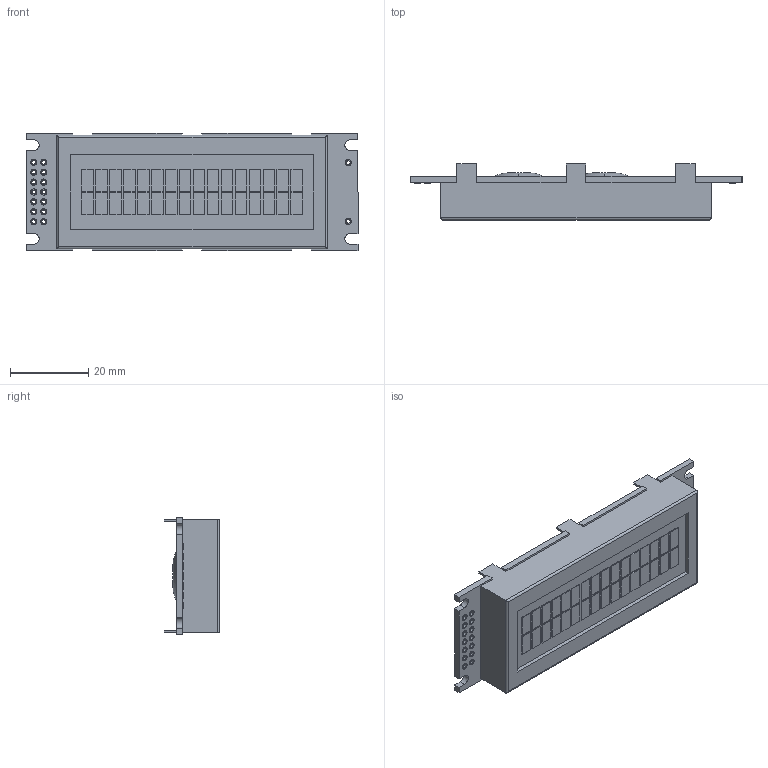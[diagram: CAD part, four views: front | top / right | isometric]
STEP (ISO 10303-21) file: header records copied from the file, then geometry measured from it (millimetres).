
FILE_DESCRIPTION (( 'STEP AP214' ), '1' );
FILE_NAME ('User Library-MT16S2J.STEP', '2011-01-16T18:59:30', ( 'SysAdmin' ), ( 'SolidWorks' ), 'SwSTEP 2.0', 'SolidWorks 2011', '' );
FILE_SCHEMA (( 'AUTOMOTIVE_DESIGN' ));
Length unit declared in the file: millimetre
Products named in the file (1): User Library-MT16S2J
Bounding box: 85 x 14.3 x 30 mm (x, y, z)
Volume: 22185.2 mm3; surface area: 7814.6 mm2
Topology: 1 solids, 1 shells, 377 faces, 908 edges, 600 vertices
Faces by surface type: plane 269, cylinder 104, torus 4
Entity records: 15127 total; most frequent: CARTESIAN_POINT 1898, DIRECTION 1872, ORIENTED_EDGE 1816, EDGE_CURVE 908, VECTOR 692, LINE 692, VERTEX_POINT 600, AXIS2_PLACEMENT_3D 590
